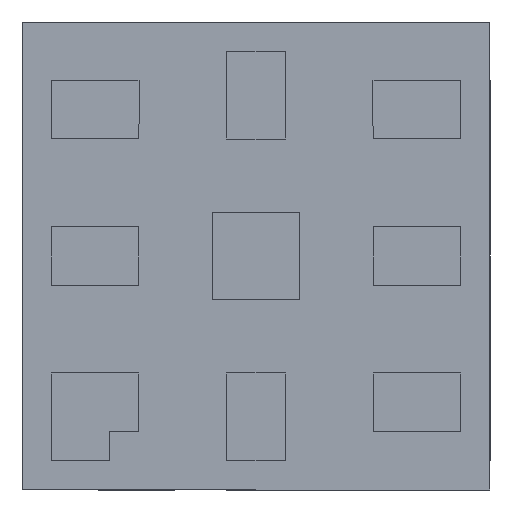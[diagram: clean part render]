
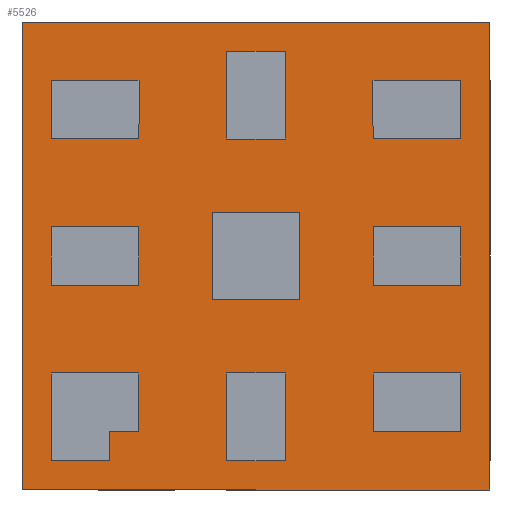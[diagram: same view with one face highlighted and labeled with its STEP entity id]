
A CAD part, front view. The second image highlights one B-rep face of the part: STEP entity #5526.
In plain terms, the highlighted planar face has unit normal (0, -1, 0).
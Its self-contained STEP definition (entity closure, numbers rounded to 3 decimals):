
#41 = FACE_OUTER_BOUND ( 'NONE', #158, .T. ) ;
#128 = PLANE ( 'NONE',  #151 ) ;
#151 = AXIS2_PLACEMENT_3D ( 'NONE', #3828, #2737, #4832 ) ;
#158 = EDGE_LOOP ( 'NONE', ( #3026, #2376, #5361, #6244 ) ) ;
#349 = LINE ( 'NONE', #2279, #6051 ) ;
#445 = CARTESIAN_POINT ( 'NONE',  ( 0.8, 0.05, -0.8 ) ) ;
#514 = EDGE_CURVE ( 'NONE', #1365, #5696, #6045, .T. ) ;
#880 = LINE ( 'NONE', #2223, #3037 ) ;
#1365 = VERTEX_POINT ( 'NONE', #5046 ) ;
#1450 = EDGE_CURVE ( 'NONE', #5912, #1365, #2658, .T. ) ;
#1502 = CARTESIAN_POINT ( 'NONE',  ( -0.8, 0.05, 0.8 ) ) ;
#1654 = DIRECTION ( 'NONE',  ( 1., 0., 0. ) ) ;
#2223 = CARTESIAN_POINT ( 'NONE',  ( 0.8, 0.05, 0.8 ) ) ;
#2279 = CARTESIAN_POINT ( 'NONE',  ( 0.8, 0.05, 0.8 ) ) ;
#2376 = ORIENTED_EDGE ( 'NONE', *, *, #1450, .F. ) ;
#2658 = LINE ( 'NONE', #6252, #4022 ) ;
#2737 = DIRECTION ( 'NONE',  ( 0., 1., 0. ) ) ;
#2768 = DIRECTION ( 'NONE',  ( 0., 0., -1. ) ) ;
#3026 = ORIENTED_EDGE ( 'NONE', *, *, #514, .F. ) ;
#3037 = VECTOR ( 'NONE', #2768, 1000. ) ;
#3108 = DIRECTION ( 'NONE',  ( -1., 0., 0. ) ) ;
#3259 = VECTOR ( 'NONE', #5078, 1000. ) ;
#3331 = CARTESIAN_POINT ( 'NONE',  ( -0.8, 0.05, 0.8 ) ) ;
#3828 = CARTESIAN_POINT ( 'NONE',  ( 0., 0.05, 0. ) ) ;
#4022 = VECTOR ( 'NONE', #3108, 1000. ) ;
#4832 = DIRECTION ( 'NONE',  ( 0., 0., 1. ) ) ;
#4974 = EDGE_CURVE ( 'NONE', #5859, #5912, #880, .T. ) ;
#5046 = CARTESIAN_POINT ( 'NONE',  ( -0.8, 0.05, -0.8 ) ) ;
#5078 = DIRECTION ( 'NONE',  ( 0., 0., 1. ) ) ;
#5361 = ORIENTED_EDGE ( 'NONE', *, *, #4974, .F. ) ;
#5526 = ADVANCED_FACE ( 'NONE', ( #41 ), #128, .F. ) ;
#5696 = VERTEX_POINT ( 'NONE', #3331 ) ;
#5859 = VERTEX_POINT ( 'NONE', #6078 ) ;
#5912 = VERTEX_POINT ( 'NONE', #445 ) ;
#6045 = LINE ( 'NONE', #1502, #3259 ) ;
#6051 = VECTOR ( 'NONE', #1654, 1000. ) ;
#6078 = CARTESIAN_POINT ( 'NONE',  ( 0.8, 0.05, 0.8 ) ) ;
#6180 = EDGE_CURVE ( 'NONE', #5696, #5859, #349, .T. ) ;
#6244 = ORIENTED_EDGE ( 'NONE', *, *, #6180, .F. ) ;
#6252 = CARTESIAN_POINT ( 'NONE',  ( 0.8, 0.05, -0.8 ) ) ;
